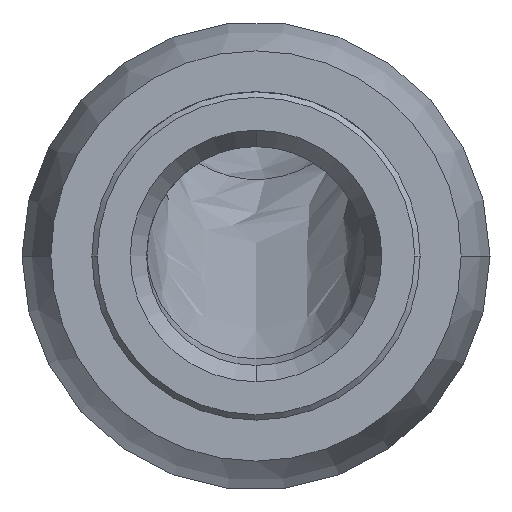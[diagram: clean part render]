
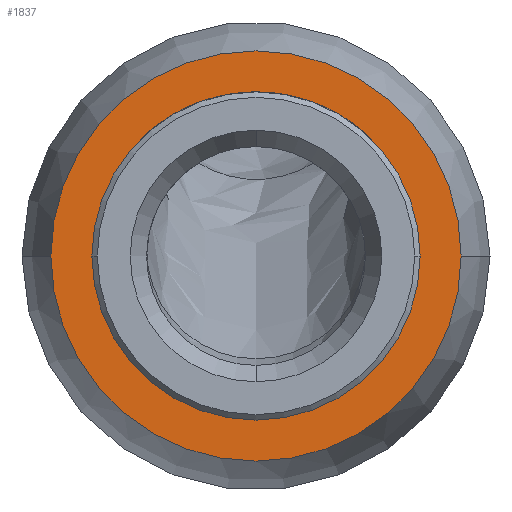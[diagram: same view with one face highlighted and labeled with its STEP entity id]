
A CAD part, front view. The second image highlights one B-rep face of the part: STEP entity #1837.
In plain terms, the highlighted planar face has unit normal (0, -1, 0).
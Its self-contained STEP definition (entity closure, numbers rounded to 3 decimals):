
#99 = ORIENTED_EDGE ( 'NONE', *, *, #2994, .T. ) ;
#147 = VERTEX_POINT ( 'NONE', #525 ) ;
#156 = ORIENTED_EDGE ( 'NONE', *, *, #1356, .T. ) ;
#224 = VERTEX_POINT ( 'NONE', #1155 ) ;
#261 = EDGE_LOOP ( 'NONE', ( #1022, #2181 ) ) ;
#339 = CARTESIAN_POINT ( 'NONE',  ( -0.3, -23.2, 0. ) ) ;
#341 = AXIS2_PLACEMENT_3D ( 'NONE', #1114, #2746, #1915 ) ;
#390 = CARTESIAN_POINT ( 'NONE',  ( 0., -23.2, 0. ) ) ;
#525 = CARTESIAN_POINT ( 'NONE',  ( -0.375, -23.2, 0. ) ) ;
#566 = EDGE_CURVE ( 'Defeature ausgef�hrt1_10+Defeature ausgef�hrt1_11+Defeature ausgef�hrt1_11+Defeature ausgef�hrt1_11', #147, #1642, #2211, .T. ) ;
#680 = FACE_BOUND ( 'NONE', #1784, .T. ) ;
#717 = FACE_OUTER_BOUND ( 'NONE', #261, .T. ) ;
#742 = CARTESIAN_POINT ( 'NONE',  ( 0., -23.2, 0. ) ) ;
#1022 = ORIENTED_EDGE ( 'NONE', *, *, #566, .F. ) ;
#1090 = PLANE ( 'NONE',  #341 ) ;
#1114 = CARTESIAN_POINT ( 'NONE',  ( -0.3, -23.2, 0. ) ) ;
#1145 = CARTESIAN_POINT ( 'NONE',  ( 0., -23.2, 0. ) ) ;
#1155 = CARTESIAN_POINT ( 'NONE',  ( 0.3, -23.2, 0. ) ) ;
#1260 = DIRECTION ( 'NONE',  ( -1., 0., 0. ) ) ;
#1356 = EDGE_CURVE ( 'Defeature ausgef�hrt1_11+Defeature ausgef�hrt1_0+Defeature ausgef�hrt1_0+Defeature ausgef�hrt1_0', #224, #1973, #2899, .T. ) ;
#1502 = AXIS2_PLACEMENT_3D ( 'NONE', #1663, #2805, #2261 ) ;
#1505 = DIRECTION ( 'NONE',  ( -1., 0., 0. ) ) ;
#1642 = VERTEX_POINT ( 'NONE', #3311 ) ;
#1663 = CARTESIAN_POINT ( 'NONE',  ( 0., -23.2, 0. ) ) ;
#1784 = EDGE_LOOP ( 'NONE', ( #99, #156 ) ) ;
#1837 = ADVANCED_FACE ( 'Defeature ausgef�hrt1_11', ( #680, #717 ), #1090, .T. ) ;
#1891 = CIRCLE ( 'NONE', #2507, 0.3 ) ;
#1915 = DIRECTION ( 'NONE',  ( 1., 0., 0. ) ) ;
#1973 = VERTEX_POINT ( 'NONE', #339 ) ;
#2032 = CIRCLE ( 'NONE', #3327, 0.375 ) ;
#2181 = ORIENTED_EDGE ( 'NONE', *, *, #3431, .F. ) ;
#2211 = CIRCLE ( 'NONE', #3096, 0.375 ) ;
#2261 = DIRECTION ( 'NONE',  ( -1., 0., 0. ) ) ;
#2507 = AXIS2_PLACEMENT_3D ( 'NONE', #1145, #3068, #3325 ) ;
#2627 = DIRECTION ( 'NONE',  ( 0., 1., 0. ) ) ;
#2746 = DIRECTION ( 'NONE',  ( 0., -1., 0. ) ) ;
#2805 = DIRECTION ( 'NONE',  ( 0., 1., 0. ) ) ;
#2899 = CIRCLE ( 'NONE', #1502, 0.3 ) ;
#2994 = EDGE_CURVE ( 'Defeature ausgef�hrt1_11+Defeature ausgef�hrt1_0+Defeature ausgef�hrt1_0+Defeature ausgef�hrt1_0', #1973, #224, #1891, .T. ) ;
#3068 = DIRECTION ( 'NONE',  ( 0., 1., 0. ) ) ;
#3096 = AXIS2_PLACEMENT_3D ( 'NONE', #742, #2627, #1260 ) ;
#3311 = CARTESIAN_POINT ( 'NONE',  ( 0.375, -23.2, 0. ) ) ;
#3325 = DIRECTION ( 'NONE',  ( -1., 0., 0. ) ) ;
#3327 = AXIS2_PLACEMENT_3D ( 'NONE', #390, #3386, #1505 ) ;
#3386 = DIRECTION ( 'NONE',  ( 0., 1., 0. ) ) ;
#3431 = EDGE_CURVE ( 'Defeature ausgef�hrt1_10+Defeature ausgef�hrt1_11+Defeature ausgef�hrt1_11+Defeature ausgef�hrt1_11', #1642, #147, #2032, .T. ) ;
